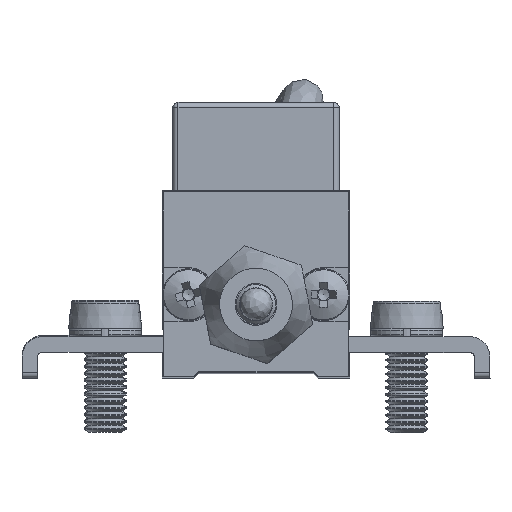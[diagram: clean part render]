
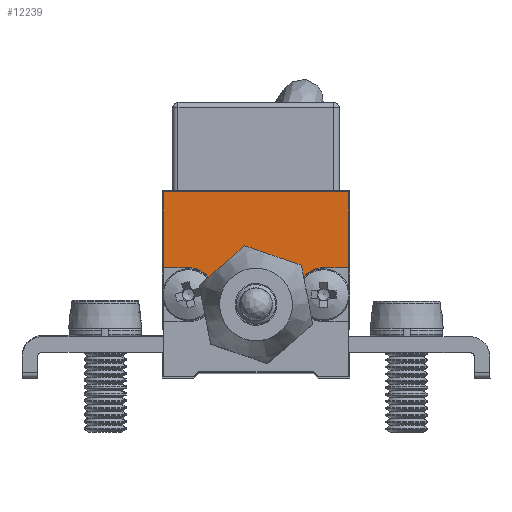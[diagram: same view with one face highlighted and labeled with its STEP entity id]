
A CAD part, top view. The second image highlights one B-rep face of the part: STEP entity #12239.
In plain terms, the highlighted planar face has unit normal (0, 0, 1).
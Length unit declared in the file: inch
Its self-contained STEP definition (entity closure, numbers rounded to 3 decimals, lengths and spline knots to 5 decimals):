
#259 = EDGE_CURVE ( 'NONE', #5792, #21224, #25759, .T. ) ;
#1227 = VERTEX_POINT ( 'NONE', #15789 ) ;
#1304 = AXIS2_PLACEMENT_3D ( 'NONE', #15682, #15421, #13098 ) ;
#2043 = EDGE_CURVE ( 'NONE', #23817, #16280, #17876, .T. ) ;
#3081 = ORIENTED_EDGE ( 'NONE', *, *, #7865, .F. ) ;
#3417 = CARTESIAN_POINT ( 'NONE',  ( 0.19414, 0.35126, 0.15748 ) ) ;
#3576 = DIRECTION ( 'NONE',  ( 0., 0., 1. ) ) ;
#3669 = ORIENTED_EDGE ( 'NONE', *, *, #259, .F. ) ;
#4289 = CARTESIAN_POINT ( 'NONE',  ( 0.61024, 0.41732, 0.15748 ) ) ;
#5311 = DIRECTION ( 'NONE',  ( -1., 0., 0. ) ) ;
#5792 = VERTEX_POINT ( 'NONE', #4289 ) ;
#5912 = VECTOR ( 'NONE', #5311, 39.37008 ) ;
#6273 = EDGE_CURVE ( 'NONE', #21224, #7481, #20528, .T. ) ;
#6606 = CARTESIAN_POINT ( 'NONE',  ( 0.70472, 0.41732, 0.15748 ) ) ;
#7006 = LINE ( 'NONE', #9321, #19239 ) ;
#7366 = LINE ( 'NONE', #24018, #5912 ) ;
#7417 = DIRECTION ( 'NONE',  ( -1., 0., 0. ) ) ;
#7450 = VERTEX_POINT ( 'NONE', #21737 ) ;
#7481 = VERTEX_POINT ( 'NONE', #3417 ) ;
#7865 = EDGE_CURVE ( 'NONE', #25589, #5792, #7366, .T. ) ;
#7942 = DIRECTION ( 'NONE',  ( -1., 0., 0. ) ) ;
#8012 = CARTESIAN_POINT ( 'NONE',  ( 0.70472, 0.00394, 0.15748 ) ) ;
#9321 = CARTESIAN_POINT ( 'NONE',  ( 0.00394, 0.10236, 0.15748 ) ) ;
#9786 = CARTESIAN_POINT ( 'NONE',  ( 0.00394, 0.41732, 0.15748 ) ) ;
#9955 = CIRCLE ( 'NONE', #13422, 0.10236 ) ;
#9969 = FACE_OUTER_BOUND ( 'NONE', #14405, .T. ) ;
#10948 = DIRECTION ( 'NONE',  ( 0., 1., 0. ) ) ;
#11327 = AXIS2_PLACEMENT_3D ( 'NONE', #11898, #24216, #7417 ) ;
#11593 = EDGE_CURVE ( 'NONE', #16280, #25589, #26752, .T. ) ;
#11898 = CARTESIAN_POINT ( 'NONE',  ( 0.61024, 0.31496, 0.15748 ) ) ;
#12239 = ADVANCED_FACE ( 'NONE', ( #9969 ), #26677, .F. ) ;
#13098 = DIRECTION ( 'NONE',  ( -1., 0., 0. ) ) ;
#13422 = AXIS2_PLACEMENT_3D ( 'NONE', #14195, #3576, #22558 ) ;
#13994 = DIRECTION ( 'NONE',  ( -1., 0., 0. ) ) ;
#14133 = LINE ( 'NONE', #9786, #20538 ) ;
#14195 = CARTESIAN_POINT ( 'NONE',  ( 0.09843, 0.31496, 0.15748 ) ) ;
#14405 = EDGE_LOOP ( 'NONE', ( #3081, #19609, #16133, #15565, #26683, #21016, #24148, #3669 ) ) ;
#15246 = EDGE_CURVE ( 'NONE', #1227, #23817, #7006, .T. ) ;
#15344 = VECTOR ( 'NONE', #24182, 39.37008 ) ;
#15421 = DIRECTION ( 'NONE',  ( 0., 0., 1. ) ) ;
#15565 = ORIENTED_EDGE ( 'NONE', *, *, #15246, .F. ) ;
#15682 = CARTESIAN_POINT ( 'NONE',  ( 0.35433, 0.27559, 0.15748 ) ) ;
#15738 = EDGE_CURVE ( 'NONE', #7450, #1227, #14133, .T. ) ;
#15789 = CARTESIAN_POINT ( 'NONE',  ( 0.00394, 0.41732, 0.15748 ) ) ;
#15820 = CARTESIAN_POINT ( 'NONE',  ( 0.00394, 0.70472, 0.15748 ) ) ;
#15835 = DIRECTION ( 'NONE',  ( 0., 0., -1. ) ) ;
#15865 = VECTOR ( 'NONE', #26605, 39.37008 ) ;
#16133 = ORIENTED_EDGE ( 'NONE', *, *, #2043, .F. ) ;
#16239 = CARTESIAN_POINT ( 'NONE',  ( 0.00394, 0.00394, 0.15748 ) ) ;
#16280 = VERTEX_POINT ( 'NONE', #19031 ) ;
#17876 = LINE ( 'NONE', #15820, #15344 ) ;
#19031 = CARTESIAN_POINT ( 'NONE',  ( 0.70472, 0.70472, 0.15748 ) ) ;
#19239 = VECTOR ( 'NONE', #10948, 39.37008 ) ;
#19609 = ORIENTED_EDGE ( 'NONE', *, *, #11593, .F. ) ;
#20528 = CIRCLE ( 'NONE', #1304, 0.17717 ) ;
#20538 = VECTOR ( 'NONE', #13994, 39.37008 ) ;
#21016 = ORIENTED_EDGE ( 'NONE', *, *, #25057, .F. ) ;
#21224 = VERTEX_POINT ( 'NONE', #26095 ) ;
#21620 = AXIS2_PLACEMENT_3D ( 'NONE', #16239, #15835, #7942 ) ;
#21737 = CARTESIAN_POINT ( 'NONE',  ( 0.09843, 0.41732, 0.15748 ) ) ;
#22558 = DIRECTION ( 'NONE',  ( -1., 0., 0. ) ) ;
#22683 = CARTESIAN_POINT ( 'NONE',  ( 0.00394, 0.70472, 0.15748 ) ) ;
#23817 = VERTEX_POINT ( 'NONE', #22683 ) ;
#24018 = CARTESIAN_POINT ( 'NONE',  ( 0.61024, 0.41732, 0.15748 ) ) ;
#24148 = ORIENTED_EDGE ( 'NONE', *, *, #6273, .F. ) ;
#24182 = DIRECTION ( 'NONE',  ( 1., 0., 0. ) ) ;
#24216 = DIRECTION ( 'NONE',  ( 0., 0., 1. ) ) ;
#25057 = EDGE_CURVE ( 'NONE', #7481, #7450, #9955, .T. ) ;
#25589 = VERTEX_POINT ( 'NONE', #6606 ) ;
#25759 = CIRCLE ( 'NONE', #11327, 0.10236 ) ;
#26095 = CARTESIAN_POINT ( 'NONE',  ( 0.51453, 0.35126, 0.15748 ) ) ;
#26605 = DIRECTION ( 'NONE',  ( 0., -1., 0. ) ) ;
#26677 = PLANE ( 'NONE',  #21620 ) ;
#26683 = ORIENTED_EDGE ( 'NONE', *, *, #15738, .F. ) ;
#26752 = LINE ( 'NONE', #8012, #15865 ) ;
